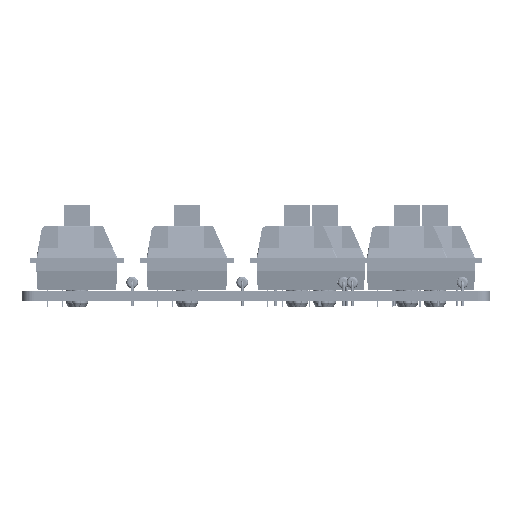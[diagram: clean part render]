
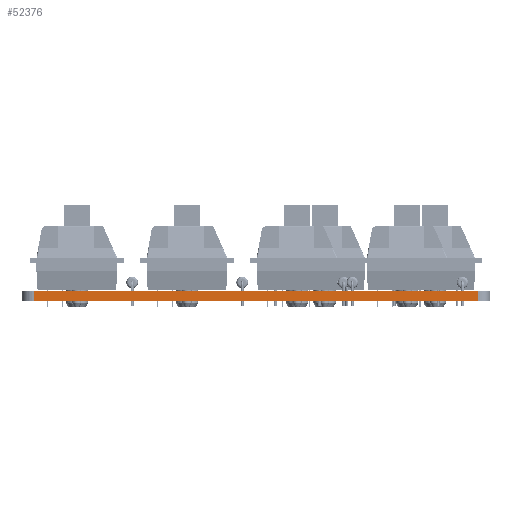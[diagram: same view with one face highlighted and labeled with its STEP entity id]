
A CAD part, left-side view. The second image highlights one B-rep face of the part: STEP entity #52376.
In plain terms, the highlighted planar face has unit normal (-1, 0, 0).
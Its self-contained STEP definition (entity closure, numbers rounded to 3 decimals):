
#10843 = PLANE('',#10844);
#10844 = AXIS2_PLACEMENT_3D('',#10845,#10846,#10847);
#10845 = CARTESIAN_POINT('',(138.443,40.143,1.6));
#10846 = DIRECTION('',(-0.,-0.,-1.));
#10847 = DIRECTION('',(-1.,0.,0.));
#10897 = PLANE('',#10898);
#10898 = AXIS2_PLACEMENT_3D('',#10899,#10900,#10901);
#10899 = CARTESIAN_POINT('',(138.443,40.143,0.));
#10900 = DIRECTION('',(-0.,-0.,-1.));
#10901 = DIRECTION('',(-1.,0.,0.));
#12938 = VERTEX_POINT('',#12939);
#12939 = CARTESIAN_POINT('',(-0.586,1.414,0.));
#12953 = PLANE('',#12954);
#12954 = AXIS2_PLACEMENT_3D('',#12955,#12956,#12957);
#12955 = CARTESIAN_POINT('',(-0.565,1.13,0.));
#12956 = DIRECTION('',(-0.997,-0.071,0.));
#12957 = DIRECTION('',(-0.071,0.997,0.));
#12965 = EDGE_CURVE('',#12938,#12966,#12968,.T.);
#12966 = VERTEX_POINT('',#12967);
#12967 = CARTESIAN_POINT('',(-0.586,78.377,0.));
#12968 = SURFACE_CURVE('',#12969,(#12973,#12980),.PCURVE_S1.);
#12969 = LINE('',#12970,#12971);
#12970 = CARTESIAN_POINT('',(-0.586,1.414,0.));
#12971 = VECTOR('',#12972,1.);
#12972 = DIRECTION('',(0.,1.,0.));
#12973 = PCURVE('',#10897,#12974);
#12974 = DEFINITIONAL_REPRESENTATION('',(#12975),#12979);
#12975 = LINE('',#12976,#12977);
#12976 = CARTESIAN_POINT('',(139.029,-38.729));
#12977 = VECTOR('',#12978,1.);
#12978 = DIRECTION('',(0.,1.));
#12979 = ( GEOMETRIC_REPRESENTATION_CONTEXT(2) 
PARAMETRIC_REPRESENTATION_CONTEXT() REPRESENTATION_CONTEXT('2D SPACE',''
  ) );
#12980 = PCURVE('',#12981,#12986);
#12981 = PLANE('',#12982);
#12982 = AXIS2_PLACEMENT_3D('',#12983,#12984,#12985);
#12983 = CARTESIAN_POINT('',(-0.586,1.414,0.));
#12984 = DIRECTION('',(-1.,0.,0.));
#12985 = DIRECTION('',(0.,1.,0.));
#12986 = DEFINITIONAL_REPRESENTATION('',(#12987),#12991);
#12987 = LINE('',#12988,#12989);
#12988 = CARTESIAN_POINT('',(0.,0.));
#12989 = VECTOR('',#12990,1.);
#12990 = DIRECTION('',(1.,0.));
#12991 = ( GEOMETRIC_REPRESENTATION_CONTEXT(2) 
PARAMETRIC_REPRESENTATION_CONTEXT() REPRESENTATION_CONTEXT('2D SPACE',''
  ) );
#13009 = PLANE('',#13010);
#13010 = AXIS2_PLACEMENT_3D('',#13011,#13012,#13013);
#13011 = CARTESIAN_POINT('',(-0.586,78.377,0.));
#13012 = DIRECTION('',(-0.997,0.071,0.));
#13013 = DIRECTION('',(0.071,0.997,0.));
#34567 = VERTEX_POINT('',#34568);
#34568 = CARTESIAN_POINT('',(-0.586,1.414,1.6));
#34589 = EDGE_CURVE('',#34567,#34590,#34592,.T.);
#34590 = VERTEX_POINT('',#34591);
#34591 = CARTESIAN_POINT('',(-0.586,78.377,1.6));
#34592 = SURFACE_CURVE('',#34593,(#34597,#34604),.PCURVE_S1.);
#34593 = LINE('',#34594,#34595);
#34594 = CARTESIAN_POINT('',(-0.586,1.414,1.6));
#34595 = VECTOR('',#34596,1.);
#34596 = DIRECTION('',(0.,1.,0.));
#34597 = PCURVE('',#10843,#34598);
#34598 = DEFINITIONAL_REPRESENTATION('',(#34599),#34603);
#34599 = LINE('',#34600,#34601);
#34600 = CARTESIAN_POINT('',(139.029,-38.729));
#34601 = VECTOR('',#34602,1.);
#34602 = DIRECTION('',(0.,1.));
#34603 = ( GEOMETRIC_REPRESENTATION_CONTEXT(2) 
PARAMETRIC_REPRESENTATION_CONTEXT() REPRESENTATION_CONTEXT('2D SPACE',''
  ) );
#34604 = PCURVE('',#12981,#34605);
#34605 = DEFINITIONAL_REPRESENTATION('',(#34606),#34610);
#34606 = LINE('',#34607,#34608);
#34607 = CARTESIAN_POINT('',(0.,-1.6));
#34608 = VECTOR('',#34609,1.);
#34609 = DIRECTION('',(1.,0.));
#34610 = ( GEOMETRIC_REPRESENTATION_CONTEXT(2) 
PARAMETRIC_REPRESENTATION_CONTEXT() REPRESENTATION_CONTEXT('2D SPACE',''
  ) );
#52326 = EDGE_CURVE('',#12966,#34590,#52327,.T.);
#52327 = SURFACE_CURVE('',#52328,(#52332,#52339),.PCURVE_S1.);
#52328 = LINE('',#52329,#52330);
#52329 = CARTESIAN_POINT('',(-0.586,78.377,0.));
#52330 = VECTOR('',#52331,1.);
#52331 = DIRECTION('',(0.,0.,1.));
#52332 = PCURVE('',#13009,#52333);
#52333 = DEFINITIONAL_REPRESENTATION('',(#52334),#52338);
#52334 = LINE('',#52335,#52336);
#52335 = CARTESIAN_POINT('',(0.,0.));
#52336 = VECTOR('',#52337,1.);
#52337 = DIRECTION('',(0.,-1.));
#52338 = ( GEOMETRIC_REPRESENTATION_CONTEXT(2) 
PARAMETRIC_REPRESENTATION_CONTEXT() REPRESENTATION_CONTEXT('2D SPACE',''
  ) );
#52339 = PCURVE('',#12981,#52340);
#52340 = DEFINITIONAL_REPRESENTATION('',(#52341),#52345);
#52341 = LINE('',#52342,#52343);
#52342 = CARTESIAN_POINT('',(76.963,0.));
#52343 = VECTOR('',#52344,1.);
#52344 = DIRECTION('',(0.,-1.));
#52345 = ( GEOMETRIC_REPRESENTATION_CONTEXT(2) 
PARAMETRIC_REPRESENTATION_CONTEXT() REPRESENTATION_CONTEXT('2D SPACE',''
  ) );
#52376 = ADVANCED_FACE('',(#52377),#12981,.T.);
#52377 = FACE_BOUND('',#52378,.T.);
#52378 = EDGE_LOOP('',(#52379,#52400,#52401,#52402));
#52379 = ORIENTED_EDGE('',*,*,#52380,.T.);
#52380 = EDGE_CURVE('',#12938,#34567,#52381,.T.);
#52381 = SURFACE_CURVE('',#52382,(#52386,#52393),.PCURVE_S1.);
#52382 = LINE('',#52383,#52384);
#52383 = CARTESIAN_POINT('',(-0.586,1.414,0.));
#52384 = VECTOR('',#52385,1.);
#52385 = DIRECTION('',(0.,0.,1.));
#52386 = PCURVE('',#12981,#52387);
#52387 = DEFINITIONAL_REPRESENTATION('',(#52388),#52392);
#52388 = LINE('',#52389,#52390);
#52389 = CARTESIAN_POINT('',(0.,0.));
#52390 = VECTOR('',#52391,1.);
#52391 = DIRECTION('',(0.,-1.));
#52392 = ( GEOMETRIC_REPRESENTATION_CONTEXT(2) 
PARAMETRIC_REPRESENTATION_CONTEXT() REPRESENTATION_CONTEXT('2D SPACE',''
  ) );
#52393 = PCURVE('',#12953,#52394);
#52394 = DEFINITIONAL_REPRESENTATION('',(#52395),#52399);
#52395 = LINE('',#52396,#52397);
#52396 = CARTESIAN_POINT('',(0.285,0.));
#52397 = VECTOR('',#52398,1.);
#52398 = DIRECTION('',(0.,-1.));
#52399 = ( GEOMETRIC_REPRESENTATION_CONTEXT(2) 
PARAMETRIC_REPRESENTATION_CONTEXT() REPRESENTATION_CONTEXT('2D SPACE',''
  ) );
#52400 = ORIENTED_EDGE('',*,*,#34589,.T.);
#52401 = ORIENTED_EDGE('',*,*,#52326,.F.);
#52402 = ORIENTED_EDGE('',*,*,#12965,.F.);
